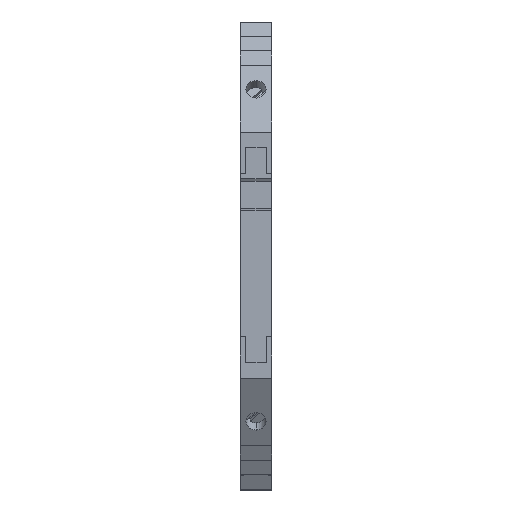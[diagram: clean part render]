
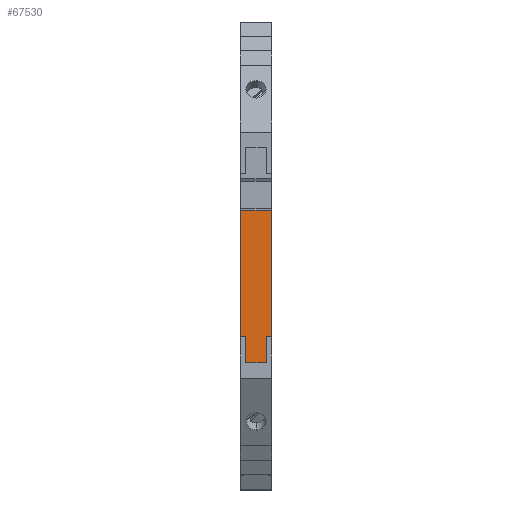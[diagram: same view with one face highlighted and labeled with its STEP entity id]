
A CAD part, top view. The second image highlights one B-rep face of the part: STEP entity #67530.
In plain terms, the highlighted face is planar.
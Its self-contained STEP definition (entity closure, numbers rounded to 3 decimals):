
#30860=CARTESIAN_POINT('',(-16.2,102.4,1.));
#30870=VERTEX_POINT('',#30860);
#30900=CARTESIAN_POINT('',(0.,102.4,
1.));
#30910=DIRECTION('',(-1.,0.,0.));
#30920=VECTOR('',#30910,1.);
#30930=LINE('',#30900,#30920);
#30940=CARTESIAN_POINT('',(-21.382,102.4,
1.));
#30950=VERTEX_POINT('',#30940);
#30960=EDGE_CURVE('',#30870,#30950,#30930,.T.);
#31390=CARTESIAN_POINT('',(-16.2,102.4,0.))
;
#31400=VERTEX_POINT('',#31390);
#31430=CARTESIAN_POINT('',(-16.2,102.4,0.));
#31440=DIRECTION('',(0.,0.,1.));
#31450=VECTOR('',#31440,1.);
#31460=LINE('',#31430,#31450);
#31470=EDGE_CURVE('',#31400,#30870,#31460,.T.);
#63240=CARTESIAN_POINT('',(-21.382,102.4,
5.1));
#63250=VERTEX_POINT('',#63240);
#63280=CARTESIAN_POINT('',(0.,102.4,5.1));
#63290=DIRECTION('',(1.,0.,0.));
#63300=VECTOR('',#63290,1.);
#63310=LINE('',#63280,#63300);
#63320=CARTESIAN_POINT('',(-16.2,102.4,5.1));
#63330=VERTEX_POINT('',#63320);
#63340=EDGE_CURVE('',#63250,#63330,#63310,.T.);
#64460=CARTESIAN_POINT('',(-21.382,102.4,
0.));
#64470=DIRECTION('',(0.,0.,1.));
#64480=VECTOR('',#64470,1.);
#64490=LINE('',#64460,#64480);
#64500=EDGE_CURVE('',#30950,#63250,#64490,.T.);
#65690=CARTESIAN_POINT('',(-16.2,102.4,0.));
#65700=DIRECTION('',(0.,0.,-1.));
#65710=VECTOR('',#65700,1.);
#65720=LINE('',#65690,#65710);
#65730=CARTESIAN_POINT('',(-16.2,102.4,6.1));
#65740=VERTEX_POINT('',#65730);
#65750=EDGE_CURVE('',#65740,#63330,#65720,.T.);
#66430=CARTESIAN_POINT('',(8.935,102.4,
6.1));
#66440=VERTEX_POINT('',#66430);
#66600=CARTESIAN_POINT('',(0.,102.4,6.1));
#66610=DIRECTION('',(-1.,0.,0.));
#66620=VECTOR('',#66610,1.);
#66630=LINE('',#66600,#66620);
#66640=EDGE_CURVE('',#66440,#65740,#66630,.T.);
#66810=CARTESIAN_POINT('',(8.935,102.4,0.));
#66820=DIRECTION('',(0.,0.,-1.));
#66830=VECTOR('',#66820,1.);
#66840=LINE('',#66810,#66830);
#66850=CARTESIAN_POINT('',(8.935,102.4,
0.));
#66860=VERTEX_POINT('',#66850);
#66870=EDGE_CURVE('',#66440,#66860,#66840,.T.);
#67120=CARTESIAN_POINT('',(0.,102.4,0.));
#67130=DIRECTION('',(-1.,0.,0.));
#67140=VECTOR('',#67130,1.);
#67150=LINE('',#67120,#67140);
#67210=EDGE_CURVE('',#66860,#31400,#67150,.T.);
#67380=CARTESIAN_POINT('',(-9.312,102.4,
6.2));
#67390=DIRECTION('',(0.,1.,0.));
#67400=DIRECTION('',(1.,0.,0.));
#67410=AXIS2_PLACEMENT_3D('',#67380,#67390,#67400);
#67420=PLANE('',#67410);
#67430=ORIENTED_EDGE('',*,*,#65750,.F.);
#67440=ORIENTED_EDGE('',*,*,#63340,.T.);
#67450=ORIENTED_EDGE('',*,*,#64500,.T.);
#67460=ORIENTED_EDGE('',*,*,#30960,.T.);
#67470=ORIENTED_EDGE('',*,*,#31470,.T.);
#67480=ORIENTED_EDGE('',*,*,#67210,.T.);
#67490=ORIENTED_EDGE('',*,*,#66870,.T.);
#67500=ORIENTED_EDGE('',*,*,#66640,.F.);
#67510=EDGE_LOOP('',(#67500,#67490,#67480,#67470,#67460,#67450,#67440,
#67430));
#67520=FACE_OUTER_BOUND('',#67510,.T.);
#67530=ADVANCED_FACE('',(#67520),#67420,.T.);
